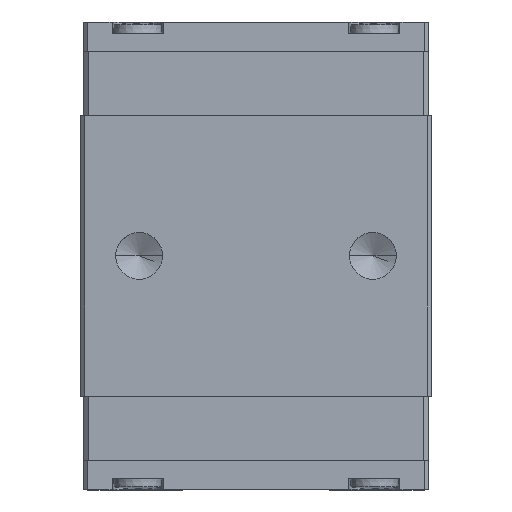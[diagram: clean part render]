
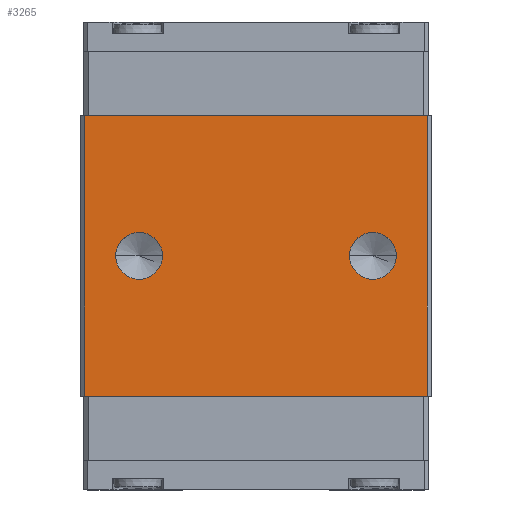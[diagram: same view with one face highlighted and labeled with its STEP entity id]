
A CAD part, top view. The second image highlights one B-rep face of the part: STEP entity #3265.
In plain terms, the highlighted planar face has unit normal (0, 0, 1).
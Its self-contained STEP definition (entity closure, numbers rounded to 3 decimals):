
#2199=VERTEX_POINT('',#6561);
#2733=VERTEX_POINT('',#7146);
#2781=EDGE_CURVE('',#6243,#2733,#7195,.T.);
#2979=EDGE_CURVE('',#2199,#4897,#7413,.T.);
#3111=EDGE_CURVE('',#2733,#6243,#7557,.T.);
#3163=VERTEX_POINT('',#7615);
#3265=ADVANCED_FACE('',(#7726,#7727,#7728),#7729,.T.);
#3359=EDGE_CURVE('',#5997,#5193,#7829,.T.);
#3635=EDGE_CURVE('',#5193,#5997,#8138,.T.);
#3875=EDGE_CURVE('',#3163,#4897,#8398,.T.);
#4897=VERTEX_POINT('',#9520);
#4997=EDGE_CURVE('',#6303,#2199,#9628,.T.);
#5193=VERTEX_POINT('',#9838);
#5997=VERTEX_POINT('',#10713);
#6243=VERTEX_POINT('',#10980);
#6303=VERTEX_POINT('',#11042);
#6501=EDGE_CURVE('',#6303,#3163,#11257,.T.);
#6561=CARTESIAN_POINT('',(5.85,54.8,6.0));
#7146=CARTESIAN_POINT('',(-3.2,50.0,6.0));
#7195=CIRCLE('',#12349,0.8);
#7413=LINE('',#12689,#12690);
#7557=CIRCLE('',#12912,0.8);
#7615=CARTESIAN_POINT('',(-5.85,45.2,6.0));
#7726=FACE_BOUND('',#13200,.T.);
#7727=FACE_BOUND('',#13201,.T.);
#7728=FACE_OUTER_BOUND('',#13202,.T.);
#7729=PLANE('',#13203);
#7829=CIRCLE('',#13370,0.8);
#8138=CIRCLE('',#13849,0.8);
#8398=LINE('',#14317,#14318);
#9520=CARTESIAN_POINT('',(5.85,45.2,6.0));
#9628=LINE('',#16391,#16392);
#9838=CARTESIAN_POINT('',(4.8,50.0,6.0));
#10713=CARTESIAN_POINT('',(3.2,50.0,6.0));
#10980=CARTESIAN_POINT('',(-4.8,50.0,6.0));
#11042=CARTESIAN_POINT('',(-5.85,54.8,6.0));
#11257=LINE('',#19226,#19227);
#12349=AXIS2_PLACEMENT_3D('',#19941,#19942,#19943);
#12689=CARTESIAN_POINT('',(5.85,54.8,6.0));
#12690=VECTOR('',#20168,1.0);
#12912=AXIS2_PLACEMENT_3D('',#20339,#20340,#20341);
#13200=EDGE_LOOP('',(#20540,#20541));
#13201=EDGE_LOOP('',(#20542,#20543));
#13202=EDGE_LOOP('',(#20544,#20545,#20546,#20547));
#13203=AXIS2_PLACEMENT_3D('',#20548,#20549,#20550);
#13370=AXIS2_PLACEMENT_3D('',#20671,#20672,#20673);
#13849=AXIS2_PLACEMENT_3D('',#21063,#21064,#21065);
#14317=CARTESIAN_POINT('',(-5.85,45.2,6.0));
#14318=VECTOR('',#21373,1.0);
#16391=CARTESIAN_POINT('',(-5.85,54.8,6.0));
#16392=VECTOR('',#22733,1.0);
#19226=CARTESIAN_POINT('',(-5.85,54.8,6.0));
#19227=VECTOR('',#24258,1.0);
#19941=CARTESIAN_POINT('',(-4.0,50.0,6.0));
#19942=DIRECTION('',(0.0,0.0,-1.0));
#19943=DIRECTION('',(1.0,0.0,0.0));
#20168=DIRECTION('',(0.0,-1.0,0.0));
#20339=CARTESIAN_POINT('',(-4.0,50.0,6.0));
#20340=DIRECTION('',(0.0,0.0,-1.0));
#20341=DIRECTION('',(1.0,0.0,0.0));
#20540=ORIENTED_EDGE('',*,*,#3635,.T.);
#20541=ORIENTED_EDGE('',*,*,#3359,.T.);
#20542=ORIENTED_EDGE('',*,*,#3111,.T.);
#20543=ORIENTED_EDGE('',*,*,#2781,.T.);
#20544=ORIENTED_EDGE('',*,*,#3875,.T.);
#20545=ORIENTED_EDGE('',*,*,#2979,.F.);
#20546=ORIENTED_EDGE('',*,*,#4997,.F.);
#20547=ORIENTED_EDGE('',*,*,#6501,.T.);
#20548=CARTESIAN_POINT('',(-5.85,54.8,6.0));
#20549=DIRECTION('',(0.0,0.0,1.0));
#20550=DIRECTION('',(-1.0,0.0,-0.0));
#20671=CARTESIAN_POINT('',(4.0,50.0,6.0));
#20672=DIRECTION('',(0.0,0.0,-1.0));
#20673=DIRECTION('',(1.0,0.0,0.0));
#21063=CARTESIAN_POINT('',(4.0,50.0,6.0));
#21064=DIRECTION('',(0.0,0.0,-1.0));
#21065=DIRECTION('',(1.0,0.0,0.0));
#21373=DIRECTION('',(1.0,0.0,0.0));
#22733=DIRECTION('',(1.0,0.0,0.0));
#24258=DIRECTION('',(0.0,-1.0,0.0));
